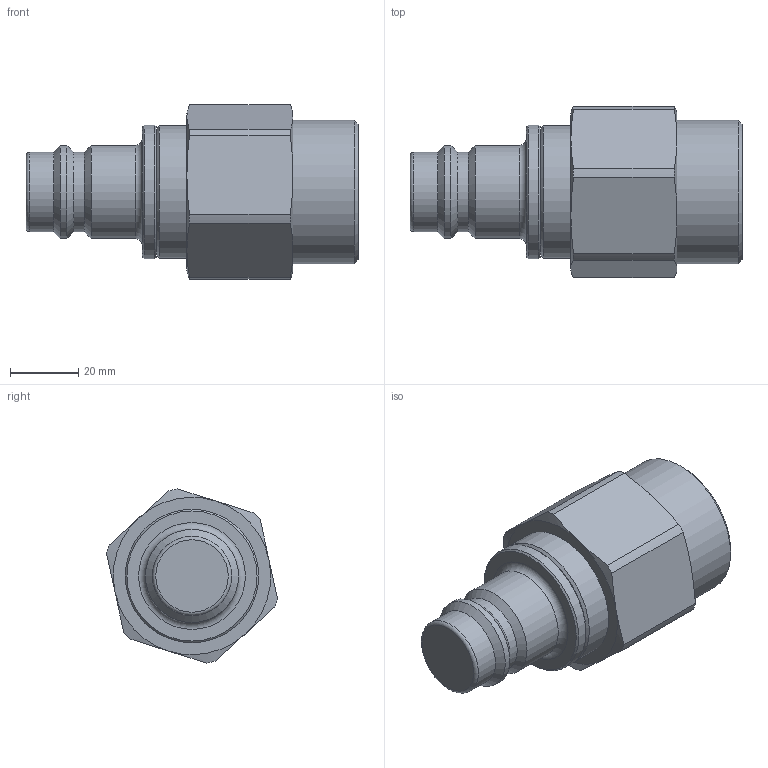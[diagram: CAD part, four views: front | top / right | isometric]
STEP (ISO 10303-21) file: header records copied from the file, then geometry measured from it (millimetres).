
FILE_DESCRIPTION(/* description */ (''),/* implementation_level */ '2;1');
FILE_NAME(/* name */ '39sbaw42mpx.stp',/* time_stamp */ '2018-09-03T14:44:15+02:00',/* author */ ('IA176480'),/* organization */ (''),/* preprocessor_version */ 'ST-DEVELOPER v16.5',/* originating_system */ 'Autodesk Inventor 2017',/* authorisation */ '');
FILE_SCHEMA (('AUTOMOTIVE_DESIGN { 1 0 10303 214 3 1 1 }'));
Length unit declared in the file: millimetre
Products named in the file (1): 39SBAW42MPX
Bounding box: 97 x 49.97 x 50.95 mm (x, y, z)
Volume: 115218.4 mm3; surface area: 17210.5 mm2
Topology: 1 solids, 3 shells, 55 faces, 115 edges, 68 vertices
Faces by surface type: cone 22, cylinder 17, plane 14, torus 2
Full cylindrical faces by diameter (mm): 23.15 x2, 27.2 x2, 33 x1, 34.671 x1, 35 x2, 38.8 x1, 39 x1, 41.91 x1
Entity records: 1390 total; most frequent: CARTESIAN_POINT 258, DIRECTION 230, ORIENTED_EDGE 178, AXIS2_PLACEMENT_3D 109, EDGE_CURVE 89, EDGE_LOOP 84, VERTEX_POINT 65, STYLED_ITEM 55
